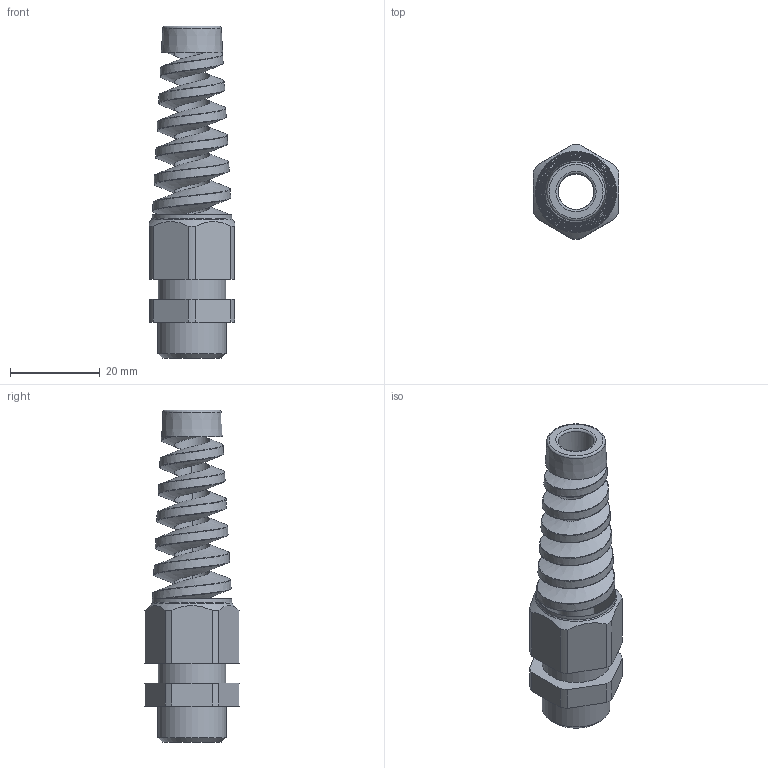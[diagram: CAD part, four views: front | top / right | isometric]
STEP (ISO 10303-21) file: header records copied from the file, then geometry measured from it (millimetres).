
FILE_DESCRIPTION(/* description */ ('STEP AP203'),/* implementation_level */ '2;1');
FILE_NAME(/* name */ '10001200_BFK 9.stp',/* time_stamp */ '2016-01-04T10:36:48+01:00',/* author */ ('arempel'),/* organization */ (''),/* preprocessor_version */ 'ST-DEVELOPER v16.1',/* originating_system */ 'Autodesk Inventor 2016',/* authorisation */ '');
FILE_SCHEMA (('AUTOMOTIVE_DESIGN { 1 0 10303 214 3 1 1 }'));
Length unit declared in the file: millimetre
Products named in the file (1): BFK 9_3Dsym
Bounding box: 19 x 20.99 x 74 mm (x, y, z)
Volume: 9940.6 mm3; surface area: 6911.3 mm2
Topology: 1 solids, 1 shells, 89 faces, 247 edges, 164 vertices
Faces by surface type: plane 56, cylinder 20, bspline 5, cone 4, torus 4
Full cylindrical faces by diameter (mm): 8 x6, 15.1 x1, 15.2 x1
Entity records: 30442 total; most frequent: CARTESIAN_POINT 28385, ORIENTED_EDGE 426, DIRECTION 392, EDGE_CURVE 213, VERTEX_POINT 147, LINE 144, VECTOR 144, AXIS2_PLACEMENT_3D 124
